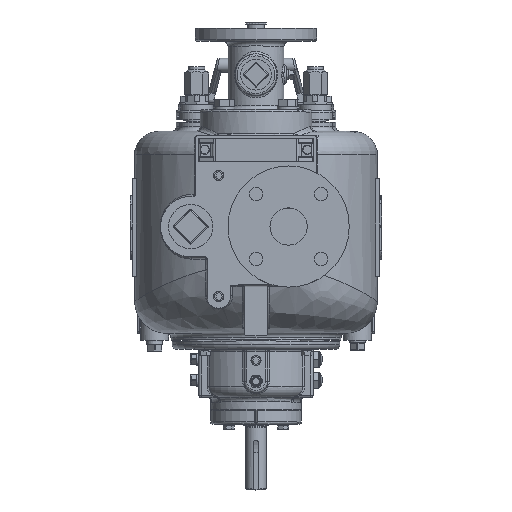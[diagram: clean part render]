
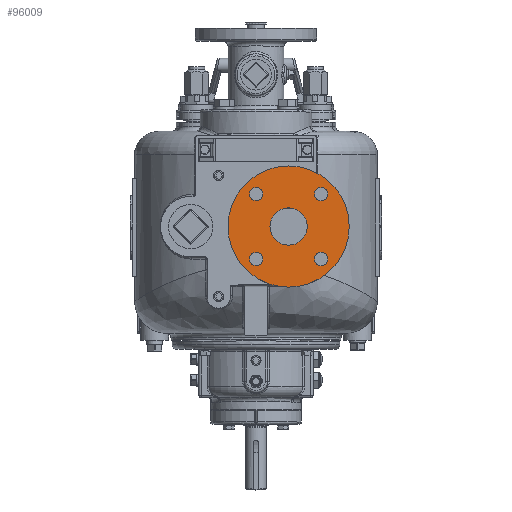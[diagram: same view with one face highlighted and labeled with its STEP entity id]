
A CAD part, top view. The second image highlights one B-rep face of the part: STEP entity #96009.
In plain terms, the highlighted planar face has unit normal (0, 0, 1).
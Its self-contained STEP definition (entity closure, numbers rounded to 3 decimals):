
#3703=CIRCLE('',#100933,25.4);
#3715=CIRCLE('',#100965,82.55);
#3716=CIRCLE('',#100967,8.992);
#3717=CIRCLE('',#100968,8.992);
#3718=CIRCLE('',#100969,8.992);
#3719=CIRCLE('',#100970,8.992);
#13221=ORIENTED_EDGE('',*,*,#30125,.F.);
#13222=ORIENTED_EDGE('',*,*,#30126,.F.);
#13223=ORIENTED_EDGE('',*,*,#30127,.F.);
#13224=ORIENTED_EDGE('',*,*,#30128,.F.);
#13225=ORIENTED_EDGE('',*,*,#30078,.T.);
#13226=ORIENTED_EDGE('',*,*,#30124,.F.);
#30078=EDGE_CURVE('',#38896,#38896,#3703,.T.);
#30124=EDGE_CURVE('',#38928,#38928,#3715,.T.);
#30125=EDGE_CURVE('',#38929,#38929,#3716,.T.);
#30126=EDGE_CURVE('',#38930,#38930,#3717,.T.);
#30127=EDGE_CURVE('',#38931,#38931,#3718,.T.);
#30128=EDGE_CURVE('',#38932,#38932,#3719,.T.);
#38896=VERTEX_POINT('',#141265);
#38928=VERTEX_POINT('',#141423);
#38929=VERTEX_POINT('',#141426);
#38930=VERTEX_POINT('',#141428);
#38931=VERTEX_POINT('',#141430);
#38932=VERTEX_POINT('',#141432);
#55420=EDGE_LOOP('',(#13221));
#55421=EDGE_LOOP('',(#13222));
#55422=EDGE_LOOP('',(#13223));
#55423=EDGE_LOOP('',(#13224));
#55424=EDGE_LOOP('',(#13225));
#55425=EDGE_LOOP('',(#13226));
#60182=FACE_BOUND('',#55420,.T.);
#60183=FACE_BOUND('',#55421,.T.);
#60184=FACE_BOUND('',#55422,.T.);
#60185=FACE_BOUND('',#55423,.T.);
#60186=FACE_BOUND('',#55424,.T.);
#60187=FACE_BOUND('',#55425,.T.);
#63989=PLANE('',#100966);
#96009=ADVANCED_FACE('',(#60182,#60183,#60184,#60185,#60186,#60187),#63989,
 .T.);
#100933=AXIS2_PLACEMENT_3D('',#141264,#111778,#111779);
#100965=AXIS2_PLACEMENT_3D('',#141422,#111872,#111873);
#100966=AXIS2_PLACEMENT_3D('',#141424,#111874,#111875);
#100967=AXIS2_PLACEMENT_3D('',#141425,#111876,#111877);
#100968=AXIS2_PLACEMENT_3D('',#141427,#111878,#111879);
#100969=AXIS2_PLACEMENT_3D('',#141429,#111880,#111881);
#100970=AXIS2_PLACEMENT_3D('',#141431,#111882,#111883);
#111778=DIRECTION('',(0.,0.,-1.));
#111779=DIRECTION('',(0.,1.,0.));
#111872=DIRECTION('',(0.,0.,-1.));
#111873=DIRECTION('',(0.,1.,0.));
#111874=DIRECTION('',(0.,0.,1.));
#111875=DIRECTION('',(0.,-1.,0.));
#111876=DIRECTION('',(0.,0.,1.));
#111877=DIRECTION('',(0.,-1.,0.));
#111878=DIRECTION('',(0.,0.,1.));
#111879=DIRECTION('',(-1.,0.,0.));
#111880=DIRECTION('',(0.,0.,1.));
#111881=DIRECTION('',(0.,1.,0.));
#111882=DIRECTION('',(0.,0.,1.));
#111883=DIRECTION('',(1.,0.,0.));
#141264=CARTESIAN_POINT('',(44.45,0.,400.964));
#141265=CARTESIAN_POINT('',(44.45,25.4,400.964));
#141422=CARTESIAN_POINT('',(44.45,0.,400.964));
#141423=CARTESIAN_POINT('',(44.45,82.55,400.964));
#141424=CARTESIAN_POINT('',(44.45,82.55,400.964));
#141425=CARTESIAN_POINT('',(88.642,-44.192,400.964));
#141426=CARTESIAN_POINT('',(88.642,-53.183,400.964));
#141427=CARTESIAN_POINT('',(0.258,-44.192,400.964));
#141428=CARTESIAN_POINT('',(-8.733,-44.192,400.964));
#141429=CARTESIAN_POINT('',(0.258,44.192,400.964));
#141430=CARTESIAN_POINT('',(0.258,53.183,400.964));
#141431=CARTESIAN_POINT('',(88.642,44.192,400.964));
#141432=CARTESIAN_POINT('',(97.633,44.192,400.964));
